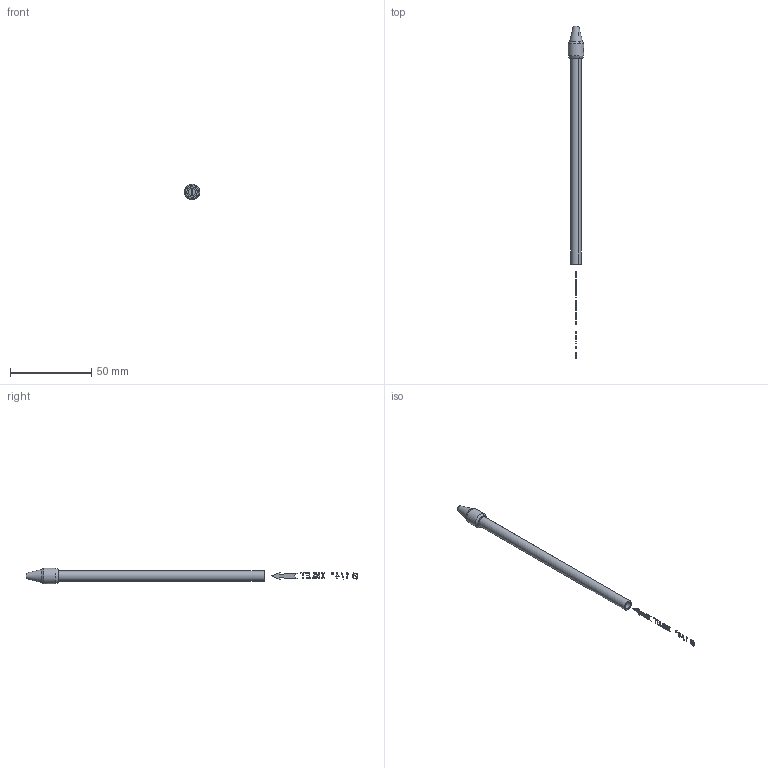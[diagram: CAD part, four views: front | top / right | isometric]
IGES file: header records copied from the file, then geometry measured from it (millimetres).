
Start section: START RECORD GO HERE.
Global section: file name: NOZ47002.igs; native system: DASSAULT SYSTEMES CATIA V5 R20 - www.3ds.com; preprocessor: CATIA Version 5 Release 20 ; author: DESIGNENG; organization: KJNDESIGN; date: 20150312.171633; units: millimetre
Bounding box: 9.6 x 204.9 x 9.6 mm (x, y, z)
Volume: 2807.7 mm3; surface area: 5152.7 mm2
Topology: 13 solids, 13 shells, 340 faces, 1269 edges, 978 vertices
Faces by surface type: plane 226, extrusion 94, revolution 20
